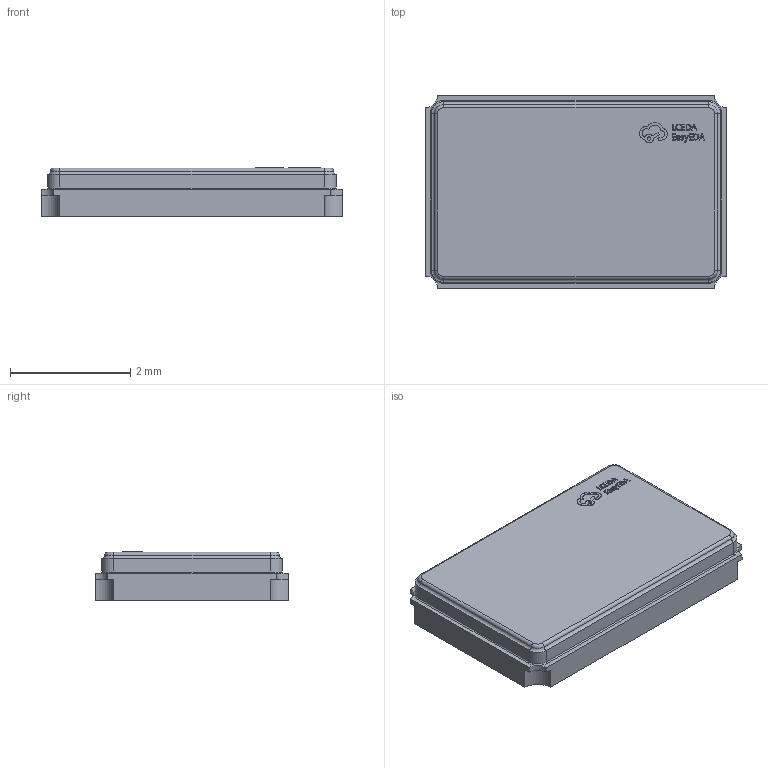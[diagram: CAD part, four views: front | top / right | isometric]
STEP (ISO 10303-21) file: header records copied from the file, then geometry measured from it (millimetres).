
FILE_DESCRIPTION (( 'STEP AP214' ), '1' );
FILE_NAME ('CRYSTAL-SMD_4P-L5.0-W3.2-BL.step', '2022-06-20T11:02:45', ( '' ), ( '' ), 'SwSTEP 2.0', 'SolidWorks 2020', '' );
FILE_SCHEMA (( 'AUTOMOTIVE_DESIGN' ));
Length unit declared in the file: millimetre
Products named in the file (1): CRYSTAL-SMD_4P-L5.0-W3.2-BL
Bounding box: 5 x 3.2 x 0.81 mm (x, y, z)
Volume: 12 mm3; surface area: 43.8 mm2
Topology: 1 solids, 1 shells, 371 faces, 1002 edges, 660 vertices
Faces by surface type: plane 219, bspline 112, cylinder 28, torus 12
Entity records: 16232 total; most frequent: CARTESIAN_POINT 4138, ORIENTED_EDGE 2004, DIRECTION 1362, EDGE_CURVE 1002, LINE 706, VECTOR 706, VERTEX_POINT 660, EDGE_LOOP 398
